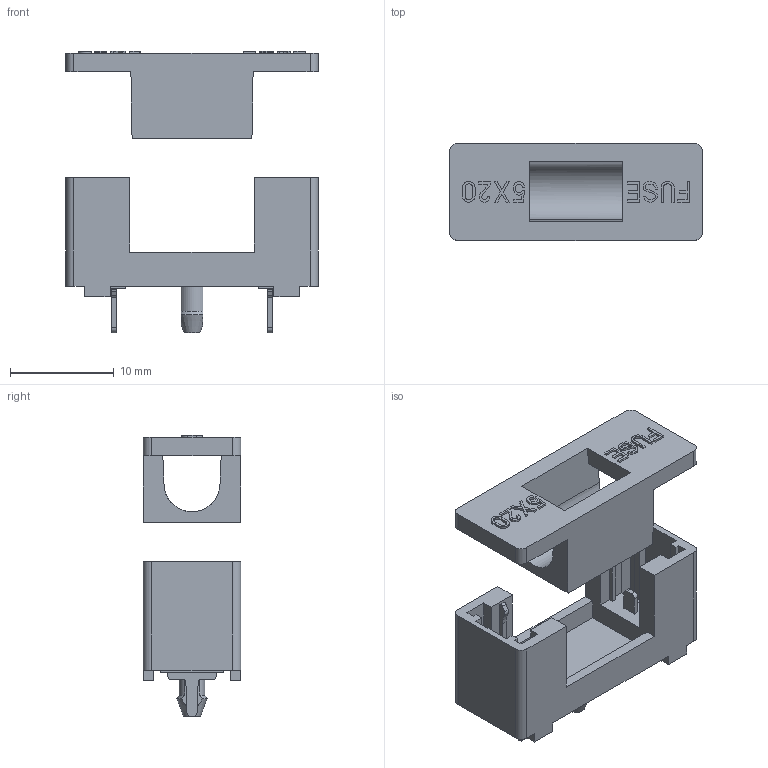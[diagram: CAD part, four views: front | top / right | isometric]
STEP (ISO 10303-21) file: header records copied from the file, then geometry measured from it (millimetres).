
FILE_DESCRIPTION (( 'STEP AP214' ), '1' );
FILE_NAME ('696105003002.STEP', '2023-09-05T15:59:09', ( '' ), ( '' ), 'SwSTEP 2.0', 'SolidWorks 2018', '' );
FILE_SCHEMA (( 'AUTOMOTIVE_DESIGN' ));
Length unit declared in the file: millimetre
Products named in the file (3): 1; 2; 696105003002
Assembly tree (2 placements, depth 2):
  696105003002
    1
    2
Bounding box: 24.4 x 9.4 x 27.2 mm (x, y, z)
Volume: 1632.2 mm3; surface area: 2643.4 mm2
Topology: 2 solids, 2 shells, 411 faces, 1179 edges, 786 vertices
Faces by surface type: plane 353, cylinder 54, cone 4
Entity records: 13409 total; most frequent: CARTESIAN_POINT 2439, ORIENTED_EDGE 2358, DIRECTION 2107, EDGE_CURVE 1179, VECTOR 1055, LINE 1055, VERTEX_POINT 786, AXIS2_PLACEMENT_3D 526
